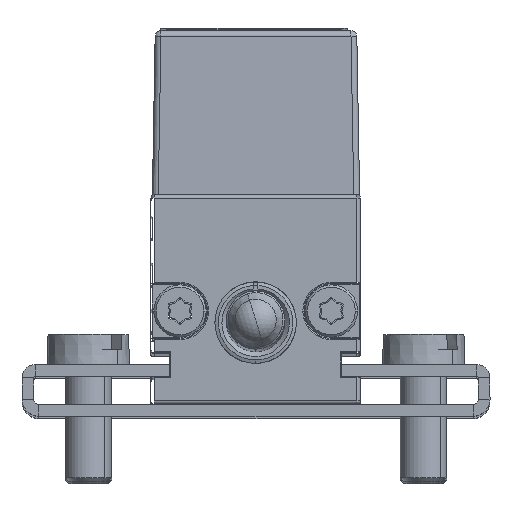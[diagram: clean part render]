
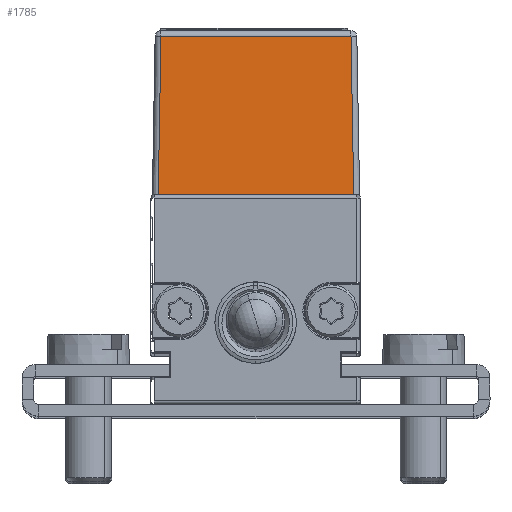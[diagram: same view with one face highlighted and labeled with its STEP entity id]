
A CAD part, top view. The second image highlights one B-rep face of the part: STEP entity #1785.
In plain terms, the highlighted planar face has unit normal (0, 0.018, 1).
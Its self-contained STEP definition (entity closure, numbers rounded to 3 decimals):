
#1080 = ORIENTED_EDGE ( 'NONE', *, *, #8088, .T. ) ;
#1337 = CARTESIAN_POINT ( 'NONE',  ( -8.868, 18., 161.009 ) ) ;
#1785 = ADVANCED_FACE ( 'NONE', ( #20544 ), #7817, .T. ) ;
#1845 = VERTEX_POINT ( 'NONE', #3197 ) ;
#2030 = CARTESIAN_POINT ( 'NONE',  ( 8.426, 18., 161.009 ) ) ;
#2057 = DIRECTION ( 'NONE',  ( 0., -1., 0.017 ) ) ;
#2175 = CARTESIAN_POINT ( 'NONE',  ( -8.366, 17.991, 161.009 ) ) ;
#3197 = CARTESIAN_POINT ( 'NONE',  ( 8.189, 31.583, 160.771 ) ) ;
#3650 = CARTESIAN_POINT ( 'NONE',  ( -8.366, 18., 161.009 ) ) ;
#3874 = VERTEX_POINT ( 'NONE', #4157 ) ;
#4157 = CARTESIAN_POINT ( 'NONE',  ( -8.129, 31.583, 160.771 ) ) ;
#4711 = VECTOR ( 'NONE', #12741, 1000. ) ;
#5213 = VECTOR ( 'NONE', #19475, 1000. ) ;
#5970 = VERTEX_POINT ( 'NONE', #2030 ) ;
#7352 = ORIENTED_EDGE ( 'NONE', *, *, #17449, .T. ) ;
#7817 = PLANE ( 'NONE',  #12712 ) ;
#8088 = EDGE_CURVE ( 'NONE', #3874, #9298, #11641, .T. ) ;
#8256 = CARTESIAN_POINT ( 'NONE',  ( -8.868, 31.583, 160.771 ) ) ;
#8721 = EDGE_CURVE ( 'NONE', #9298, #5970, #24020, .T. ) ;
#9298 = VERTEX_POINT ( 'NONE', #3650 ) ;
#10235 = CARTESIAN_POINT ( 'NONE',  ( 8.421, 18.302, 161.003 ) ) ;
#10312 = LINE ( 'NONE', #8256, #5213 ) ;
#11641 = LINE ( 'NONE', #2175, #21493 ) ;
#12139 = DIRECTION ( 'NONE',  ( -0.017, 1., -0.017 ) ) ;
#12508 = EDGE_CURVE ( 'NONE', #5970, #1845, #23309, .T. ) ;
#12712 = AXIS2_PLACEMENT_3D ( 'NONE', #20901, #17061, #2057 ) ;
#12741 = DIRECTION ( 'NONE',  ( 1., 0., 0. ) ) ;
#14760 = ORIENTED_EDGE ( 'NONE', *, *, #12508, .T. ) ;
#17061 = DIRECTION ( 'NONE',  ( 0., 0.017, 1. ) ) ;
#17176 = DIRECTION ( 'NONE',  ( -0.017, -1., 0.017 ) ) ;
#17449 = EDGE_CURVE ( 'NONE', #1845, #3874, #10312, .T. ) ;
#18352 = VECTOR ( 'NONE', #12139, 1000. ) ;
#19475 = DIRECTION ( 'NONE',  ( -1., 0., 0. ) ) ;
#20544 = FACE_OUTER_BOUND ( 'NONE', #20736, .T. ) ;
#20736 = EDGE_LOOP ( 'NONE', ( #14760, #7352, #1080, #22968 ) ) ;
#20901 = CARTESIAN_POINT ( 'NONE',  ( -8.868, 18., 161.009 ) ) ;
#21493 = VECTOR ( 'NONE', #17176, 1000. ) ;
#22968 = ORIENTED_EDGE ( 'NONE', *, *, #8721, .T. ) ;
#23309 = LINE ( 'NONE', #10235, #18352 ) ;
#24020 = LINE ( 'NONE', #1337, #4711 ) ;
